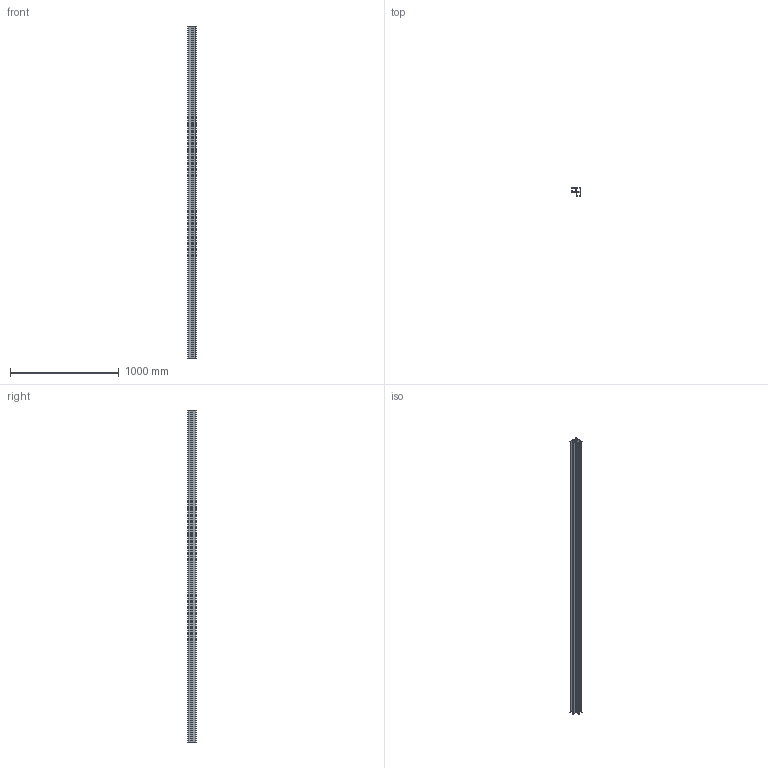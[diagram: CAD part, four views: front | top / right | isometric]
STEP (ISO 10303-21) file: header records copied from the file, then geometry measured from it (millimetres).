
FILE_DESCRIPTION((''),' ');
FILE_NAME('P1001C3.stp',' ',('Terry Dollhoff'),('Digital Brewery'),' ','ACIS 14.0',' ');
FILE_SCHEMA(('automotive_design'));
Length unit declared in the file: inch
Products named in the file (2): Part_12422
Bounding box: 82.55 x 82.55 x 3048 mm (x, y, z)
Volume: 3261392 mm3; surface area: 2077024.9 mm2
Topology: 1 solids, 1 shells, 85 faces, 249 edges, 166 vertices
Faces by surface type: cylinder 44, plane 41
Entity records: 6698 total; most frequent: DIRECTION 637, CARTESIAN_POINT 586, STYLED_ITEM 585, PRESENTATION_STYLE_ASSIGNMENT 585, COLOUR_RGB 585, ORIENTED_EDGE 498, CURVE_STYLE 333, DRAUGHTING_PRE_DEFINED_CURVE_FONT 333
